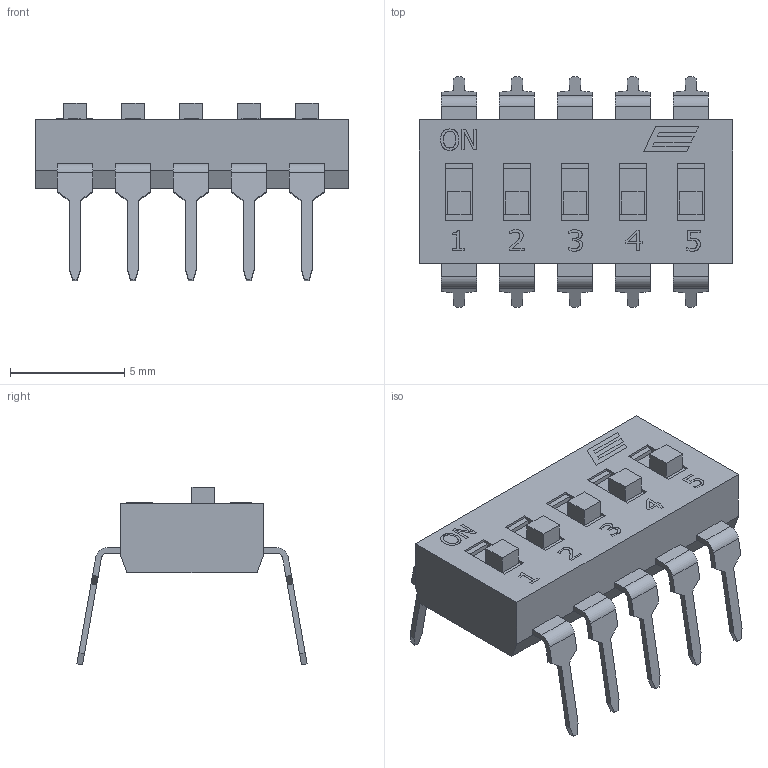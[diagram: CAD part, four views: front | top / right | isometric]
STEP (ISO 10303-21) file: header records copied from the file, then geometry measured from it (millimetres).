
FILE_DESCRIPTION(/* description */ (''),/* implementation_level */ '2;1');
FILE_NAME(/* name */ 'KAE05LAGx.stp',/* time_stamp */ '2025-05-21T09:48:40-05:00',/* author */ ('mroman'),/* organization */ (''),/* preprocessor_version */ 'ST-DEVELOPER v18.1',/* originating_system */ 'Autodesk Inventor 2022',/* authorisation */ '');
FILE_SCHEMA (('AUTOMOTIVE_DESIGN { 1 0 10303 214 3 1 1 }'));
Length unit declared in the file: centimetre
Products named in the file (1): KAE05LAGx
Bounding box: 13.74 x 10.09 x 7.8 mm (x, y, z)
Volume: 274.5 mm3; surface area: 444.7 mm2
Topology: 1 solids, 1 shells, 368 faces, 1013 edges, 672 vertices
Faces by surface type: plane 290, bspline 58, cylinder 20
Entity records: 12044 total; most frequent: CARTESIAN_POINT 2992, ORIENTED_EDGE 2026, DIRECTION 1559, EDGE_CURVE 1013, LINE 857, VECTOR 857, VERTEX_POINT 672, EDGE_LOOP 393
